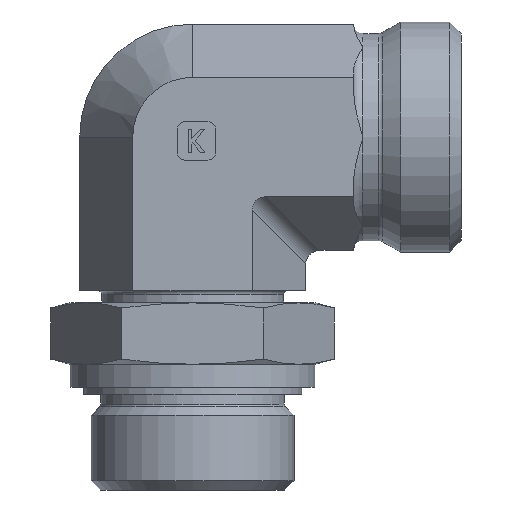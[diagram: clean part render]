
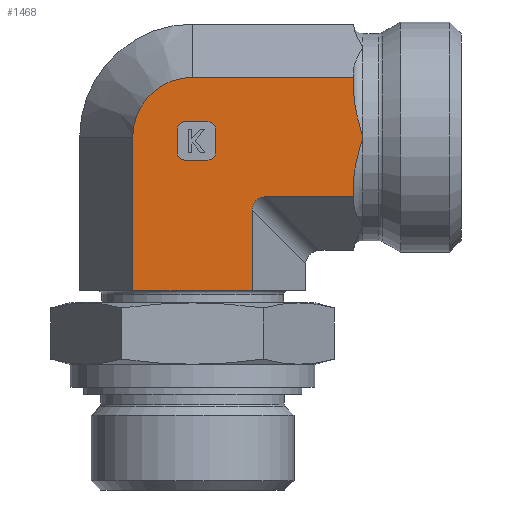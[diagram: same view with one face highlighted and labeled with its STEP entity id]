
A CAD part, left-side view. The second image highlights one B-rep face of the part: STEP entity #1468.
In plain terms, the highlighted planar face has unit normal (-1, 0, 0).
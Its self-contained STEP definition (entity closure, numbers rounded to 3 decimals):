
#486=CARTESIAN_POINT('',(-30.321,15.942,3.5));
#487=VERTEX_POINT('',#486);
#488=CARTESIAN_POINT('',(-30.321,0.354,3.5));
#489=VERTEX_POINT('',#488);
#490=CARTESIAN_POINT('',(-30.321,15.942,3.5));
#491=DIRECTION('',(0.0,-1.0,0.0));
#492=VECTOR('',#491,15.588);
#493=LINE('',#490,#492);
#494=EDGE_CURVE('',#487,#489,#493,.T.);
#701=CARTESIAN_POINT('',(-30.321,15.942,23.5));
#702=VERTEX_POINT('',#701);
#703=CARTESIAN_POINT('',(-30.321,15.942,3.5));
#704=DIRECTION('',(0.0,0.0,1.0));
#705=VECTOR('',#704,20.);
#706=LINE('',#703,#705);
#707=EDGE_CURVE('',#487,#702,#706,.T.);
#865=CARTESIAN_POINT('',(-30.321,-14.052,23.5));
#866=VERTEX_POINT('',#865);
#874=CARTESIAN_POINT('',(-30.321,-12.852,17.683));
#875=VERTEX_POINT('',#874);
#876=CARTESIAN_POINT('',(-30.321,-12.852,17.683));
#877=CARTESIAN_POINT('',(-30.321,-12.852,19.556));
#878=CARTESIAN_POINT('',(-30.321,-13.517,21.704));
#879=CARTESIAN_POINT('',(-30.321,-14.052,23.5));
#880=B_SPLINE_CURVE_WITH_KNOTS('',3,(#876,#877,#878,#879),.UNSPECIFIED.,.F.,.U.,(4,4),(1.145,1.707),.UNSPECIFIED.);
#881=EDGE_CURVE('',#875,#866,#880,.T.);
#909=CARTESIAN_POINT('',(-30.321,-12.852,29.317));
#910=VERTEX_POINT('',#909);
#918=CARTESIAN_POINT('',(-30.321,-14.052,23.5));
#919=CARTESIAN_POINT('',(-30.321,-13.517,25.296));
#920=CARTESIAN_POINT('',(-30.321,-12.852,27.444));
#921=CARTESIAN_POINT('',(-30.321,-12.852,29.317));
#922=B_SPLINE_CURVE_WITH_KNOTS('',3,(#918,#919,#920,#921),.UNSPECIFIED.,.F.,.U.,(4,4),(0.0,0.562),.UNSPECIFIED.);
#923=EDGE_CURVE('',#866,#910,#922,.T.);
#1307=CARTESIAN_POINT('',(-30.321,-12.852,15.706));
#1308=VERTEX_POINT('',#1307);
#1315=CARTESIAN_POINT('',(-30.321,-1.378,15.706));
#1316=VERTEX_POINT('',#1315);
#1317=CARTESIAN_POINT('',(-30.321,-1.378,15.706));
#1318=DIRECTION('',(0.0,-1.0,0.0));
#1319=VECTOR('',#1318,11.474);
#1320=LINE('',#1317,#1319);
#1321=EDGE_CURVE('',#1316,#1308,#1320,.T.);
#1342=CARTESIAN_POINT('',(-30.321,0.354,0.0));
#1343=DIRECTION('',(-1.0,0.0,0.0));
#1344=DIRECTION('',(0.0,0.0,1.0));
#1345=AXIS2_PLACEMENT_3D('',#1342,#1343,#1344);
#1346=PLANE('',#1345);
#1347=ORIENTED_EDGE('',*,*,#494,.T.);
#1348=CARTESIAN_POINT('',(-30.321,0.354,13.974));
#1349=VERTEX_POINT('',#1348);
#1350=CARTESIAN_POINT('',(-30.321,0.354,3.5));
#1351=DIRECTION('',(0.0,0.0,1.0));
#1352=VECTOR('',#1351,10.474);
#1353=LINE('',#1350,#1352);
#1354=EDGE_CURVE('',#489,#1349,#1353,.T.);
#1355=ORIENTED_EDGE('',*,*,#1354,.T.);
#1356=CARTESIAN_POINT('',(-30.321,-1.956,13.396));
#1357=DIRECTION('',(-1.0,0.0,0.0));
#1358=DIRECTION('',(0.0,0.707,0.707));
#1359=AXIS2_PLACEMENT_3D('',#1356,#1357,#1358);
#1360=ELLIPSE('',#1359,2.582,2.0);
#1361=EDGE_CURVE('',#1316,#1349,#1360,.T.);
#1362=ORIENTED_EDGE('',*,*,#1361,.F.);
#1363=ORIENTED_EDGE('',*,*,#1321,.T.);
#1364=CARTESIAN_POINT('',(-30.321,-12.852,15.706));
#1365=DIRECTION('',(0.0,0.0,1.0));
#1366=VECTOR('',#1365,1.977);
#1367=LINE('',#1364,#1366);
#1368=EDGE_CURVE('',#1308,#875,#1367,.T.);
#1369=ORIENTED_EDGE('',*,*,#1368,.T.);
#1370=ORIENTED_EDGE('',*,*,#881,.T.);
#1371=ORIENTED_EDGE('',*,*,#923,.T.);
#1372=CARTESIAN_POINT('',(-30.321,-12.852,31.294));
#1373=VERTEX_POINT('',#1372);
#1374=CARTESIAN_POINT('',(-30.321,-12.852,29.317));
#1375=DIRECTION('',(0.0,0.0,1.0));
#1376=VECTOR('',#1375,1.977);
#1377=LINE('',#1374,#1376);
#1378=EDGE_CURVE('',#910,#1373,#1377,.T.);
#1379=ORIENTED_EDGE('',*,*,#1378,.T.);
#1380=CARTESIAN_POINT('',(-30.321,8.148,31.294));
#1381=VERTEX_POINT('',#1380);
#1382=CARTESIAN_POINT('',(-30.321,8.148,31.294));
#1383=DIRECTION('',(0.0,-1.0,0.0));
#1384=VECTOR('',#1383,21.0);
#1385=LINE('',#1382,#1384);
#1386=EDGE_CURVE('',#1381,#1373,#1385,.T.);
#1387=ORIENTED_EDGE('',*,*,#1386,.F.);
#1388=CARTESIAN_POINT('',(-30.321,8.148,23.5));
#1389=DIRECTION('',(-1.0,0.0,0.0));
#1390=DIRECTION('',(0.0,0.0,1.0));
#1391=AXIS2_PLACEMENT_3D('',#1388,#1389,#1390);
#1392=CIRCLE('',#1391,7.794);
#1393=EDGE_CURVE('',#1381,#702,#1392,.T.);
#1394=ORIENTED_EDGE('',*,*,#1393,.T.);
#1395=ORIENTED_EDGE('',*,*,#707,.F.);
#1396=EDGE_LOOP('',(#1347,#1355,#1362,#1363,#1369,#1370,#1371,#1379,#1387,#1394,#1395));
#1397=FACE_OUTER_BOUND('',#1396,.T.);
#1398=CARTESIAN_POINT('',(-30.321,6.148,20.5));
#1399=VERTEX_POINT('',#1398);
#1400=CARTESIAN_POINT('',(-30.321,9.148,20.5));
#1401=VERTEX_POINT('',#1400);
#1402=CARTESIAN_POINT('',(-30.321,6.148,20.5));
#1403=DIRECTION('',(0.0,1.0,0.0));
#1404=VECTOR('',#1403,3.);
#1405=LINE('',#1402,#1404);
#1406=EDGE_CURVE('',#1399,#1401,#1405,.T.);
#1407=ORIENTED_EDGE('',*,*,#1406,.T.);
#1408=CARTESIAN_POINT('',(-30.321,10.148,21.5));
#1409=VERTEX_POINT('',#1408);
#1410=CARTESIAN_POINT('',(-30.321,9.148,21.5));
#1411=DIRECTION('',(-1.0,0.0,0.0));
#1412=DIRECTION('',(0.0,0.707,-0.707));
#1413=AXIS2_PLACEMENT_3D('',#1410,#1411,#1412);
#1414=CIRCLE('',#1413,1.0);
#1415=EDGE_CURVE('',#1409,#1401,#1414,.T.);
#1416=ORIENTED_EDGE('',*,*,#1415,.F.);
#1417=CARTESIAN_POINT('',(-30.321,10.148,24.5));
#1418=VERTEX_POINT('',#1417);
#1419=CARTESIAN_POINT('',(-30.321,10.148,21.5));
#1420=DIRECTION('',(0.0,0.0,1.0));
#1421=VECTOR('',#1420,3.);
#1422=LINE('',#1419,#1421);
#1423=EDGE_CURVE('',#1409,#1418,#1422,.T.);
#1424=ORIENTED_EDGE('',*,*,#1423,.T.);
#1425=CARTESIAN_POINT('',(-30.321,9.148,25.5));
#1426=VERTEX_POINT('',#1425);
#1427=CARTESIAN_POINT('',(-30.321,9.148,24.5));
#1428=DIRECTION('',(-1.0,0.0,0.0));
#1429=DIRECTION('',(0.0,0.707,0.707));
#1430=AXIS2_PLACEMENT_3D('',#1427,#1428,#1429);
#1431=CIRCLE('',#1430,1.0);
#1432=EDGE_CURVE('',#1426,#1418,#1431,.T.);
#1433=ORIENTED_EDGE('',*,*,#1432,.F.);
#1434=CARTESIAN_POINT('',(-30.321,6.148,25.5));
#1435=VERTEX_POINT('',#1434);
#1436=CARTESIAN_POINT('',(-30.321,9.148,25.5));
#1437=DIRECTION('',(0.0,-1.0,0.0));
#1438=VECTOR('',#1437,3.0);
#1439=LINE('',#1436,#1438);
#1440=EDGE_CURVE('',#1426,#1435,#1439,.T.);
#1441=ORIENTED_EDGE('',*,*,#1440,.T.);
#1442=CARTESIAN_POINT('',(-30.321,5.148,24.5));
#1443=VERTEX_POINT('',#1442);
#1444=CARTESIAN_POINT('',(-30.321,6.148,24.5));
#1445=DIRECTION('',(-1.0,0.0,0.0));
#1446=DIRECTION('',(0.0,-0.707,0.707));
#1447=AXIS2_PLACEMENT_3D('',#1444,#1445,#1446);
#1448=CIRCLE('',#1447,1.0);
#1449=EDGE_CURVE('',#1443,#1435,#1448,.T.);
#1450=ORIENTED_EDGE('',*,*,#1449,.F.);
#1451=CARTESIAN_POINT('',(-30.321,5.148,21.5));
#1452=VERTEX_POINT('',#1451);
#1453=CARTESIAN_POINT('',(-30.321,5.148,24.5));
#1454=DIRECTION('',(0.0,0.0,-1.0));
#1455=VECTOR('',#1454,3.);
#1456=LINE('',#1453,#1455);
#1457=EDGE_CURVE('',#1443,#1452,#1456,.T.);
#1458=ORIENTED_EDGE('',*,*,#1457,.T.);
#1459=CARTESIAN_POINT('',(-30.321,6.148,21.5));
#1460=DIRECTION('',(-1.0,0.0,0.0));
#1461=DIRECTION('',(0.0,-0.707,-0.707));
#1462=AXIS2_PLACEMENT_3D('',#1459,#1460,#1461);
#1463=CIRCLE('',#1462,1.0);
#1464=EDGE_CURVE('',#1399,#1452,#1463,.T.);
#1465=ORIENTED_EDGE('',*,*,#1464,.F.);
#1466=EDGE_LOOP('',(#1407,#1416,#1424,#1433,#1441,#1450,#1458,#1465));
#1467=FACE_BOUND('',#1466,.T.);
#1468=ADVANCED_FACE('',(#1397,#1467),#1346,.T.);
